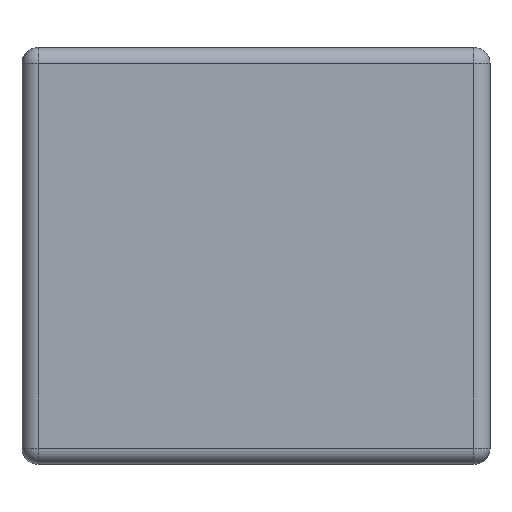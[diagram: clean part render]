
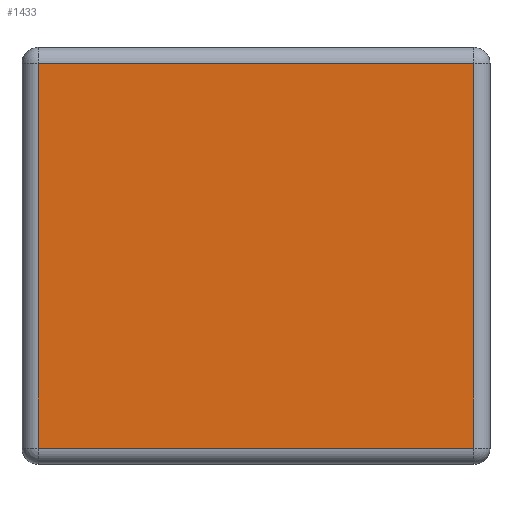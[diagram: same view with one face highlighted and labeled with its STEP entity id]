
A CAD part, top view. The second image highlights one B-rep face of the part: STEP entity #1433.
In plain terms, the highlighted planar face has unit normal (0, 0, 1).
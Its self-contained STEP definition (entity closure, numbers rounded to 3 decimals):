
#1096=CARTESIAN_POINT('',(13.6,12.0,16.45));
#1097=VERTEX_POINT('',#1096);
#1105=CARTESIAN_POINT('',(13.6,-12.,16.45));
#1106=VERTEX_POINT('',#1105);
#1107=CARTESIAN_POINT('',(13.6,12.0,16.45));
#1108=DIRECTION('',(0.0,-1.0,0.0));
#1109=VECTOR('',#1108,24.);
#1110=LINE('',#1107,#1109);
#1111=EDGE_CURVE('',#1097,#1106,#1110,.T.);
#1145=CARTESIAN_POINT('',(-13.6,-12.0,16.45));
#1146=VERTEX_POINT('',#1145);
#1147=CARTESIAN_POINT('',(13.6,-12.,16.45));
#1148=DIRECTION('',(-1.0,0.0,0.0));
#1149=VECTOR('',#1148,27.2);
#1150=LINE('',#1147,#1149);
#1151=EDGE_CURVE('',#1106,#1146,#1150,.T.);
#1185=CARTESIAN_POINT('',(-13.6,12.,16.45));
#1186=VERTEX_POINT('',#1185);
#1187=CARTESIAN_POINT('',(-13.6,-12.0,16.45));
#1188=DIRECTION('',(0.0,1.0,0.0));
#1189=VECTOR('',#1188,24.);
#1190=LINE('',#1187,#1189);
#1191=EDGE_CURVE('',#1146,#1186,#1190,.T.);
#1242=CARTESIAN_POINT('',(-13.6,12.,16.45));
#1243=DIRECTION('',(1.0,0.0,0.0));
#1244=VECTOR('',#1243,27.2);
#1245=LINE('',#1242,#1244);
#1246=EDGE_CURVE('',#1186,#1097,#1245,.T.);
#1422=CARTESIAN_POINT('',(0.,0.,16.45));
#1423=DIRECTION('',(0.0,0.0,1.0));
#1424=DIRECTION('',(0.0,-1.0,0.0));
#1425=AXIS2_PLACEMENT_3D('',#1422,#1423,#1424);
#1426=PLANE('',#1425);
#1427=ORIENTED_EDGE('',*,*,#1111,.F.);
#1428=ORIENTED_EDGE('',*,*,#1246,.F.);
#1429=ORIENTED_EDGE('',*,*,#1191,.F.);
#1430=ORIENTED_EDGE('',*,*,#1151,.F.);
#1431=EDGE_LOOP('',(#1427,#1428,#1429,#1430));
#1432=FACE_OUTER_BOUND('',#1431,.T.);
#1433=ADVANCED_FACE('',(#1432),#1426,.T.);
